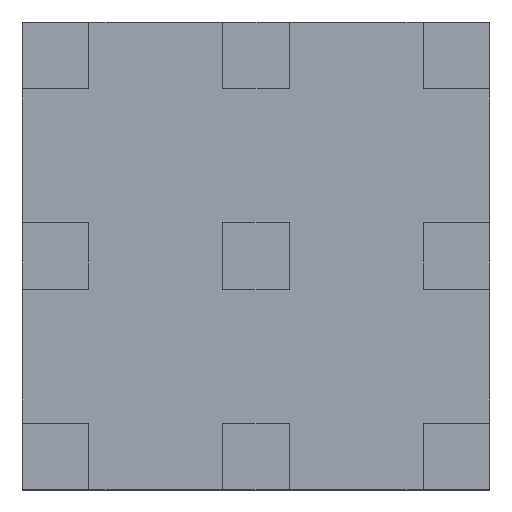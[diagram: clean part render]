
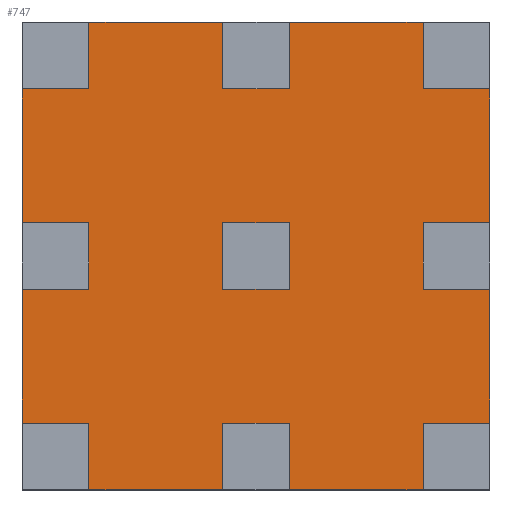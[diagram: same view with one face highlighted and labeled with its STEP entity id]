
A CAD part, top view. The second image highlights one B-rep face of the part: STEP entity #747.
In plain terms, the highlighted planar face has unit normal (0, 0, 1).
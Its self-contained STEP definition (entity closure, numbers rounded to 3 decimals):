
#15=FACE_BOUND('',#57,.T.);
#17=FACE_OUTER_BOUND('',#56,.T.);
#56=EDGE_LOOP('',(#503,#504,#505,#506,#507,#508,#509,#510,#511,#512,#513,
#514,#515,#516,#517,#518,#519,#520,#521,#522,#523,#524,#525,#526,#527,#528,
#529,#530));
#57=EDGE_LOOP('',(#531,#532,#533,#534));
#98=LINE('',#1036,#206);
#102=LINE('',#1044,#210);
#107=LINE('',#1055,#215);
#108=LINE('',#1057,#216);
#109=LINE('',#1059,#217);
#110=LINE('',#1061,#218);
#111=LINE('',#1063,#219);
#112=LINE('',#1065,#220);
#113=LINE('',#1067,#221);
#114=LINE('',#1069,#222);
#115=LINE('',#1071,#223);
#116=LINE('',#1073,#224);
#117=LINE('',#1075,#225);
#118=LINE('',#1077,#226);
#119=LINE('',#1079,#227);
#120=LINE('',#1081,#228);
#121=LINE('',#1083,#229);
#122=LINE('',#1085,#230);
#123=LINE('',#1087,#231);
#124=LINE('',#1089,#232);
#125=LINE('',#1091,#233);
#126=LINE('',#1093,#234);
#127=LINE('',#1094,#235);
#128=LINE('',#1096,#236);
#129=LINE('',#1098,#237);
#130=LINE('',#1099,#238);
#131=LINE('',#1101,#239);
#132=LINE('',#1102,#240);
#133=LINE('',#1105,#241);
#134=LINE('',#1107,#242);
#135=LINE('',#1109,#243);
#136=LINE('',#1110,#244);
#206=VECTOR('',#845,10.);
#210=VECTOR('',#849,10.);
#215=VECTOR('',#856,10.);
#216=VECTOR('',#857,10.);
#217=VECTOR('',#858,10.);
#218=VECTOR('',#859,10.);
#219=VECTOR('',#860,10.);
#220=VECTOR('',#861,10.);
#221=VECTOR('',#862,10.);
#222=VECTOR('',#863,10.);
#223=VECTOR('',#864,10.);
#224=VECTOR('',#865,10.);
#225=VECTOR('',#866,10.);
#226=VECTOR('',#867,10.);
#227=VECTOR('',#868,10.);
#228=VECTOR('',#869,10.);
#229=VECTOR('',#870,10.);
#230=VECTOR('',#871,10.);
#231=VECTOR('',#872,10.);
#232=VECTOR('',#873,10.);
#233=VECTOR('',#874,10.);
#234=VECTOR('',#875,10.);
#235=VECTOR('',#876,10.);
#236=VECTOR('',#877,10.);
#237=VECTOR('',#878,10.);
#238=VECTOR('',#879,10.);
#239=VECTOR('',#880,10.);
#240=VECTOR('',#881,10.);
#241=VECTOR('',#882,10.);
#242=VECTOR('',#883,10.);
#243=VECTOR('',#884,10.);
#244=VECTOR('',#885,10.);
#314=VERTEX_POINT('',#1033);
#315=VERTEX_POINT('',#1035);
#318=VERTEX_POINT('',#1041);
#319=VERTEX_POINT('',#1043);
#323=VERTEX_POINT('',#1053);
#324=VERTEX_POINT('',#1054);
#325=VERTEX_POINT('',#1056);
#326=VERTEX_POINT('',#1058);
#327=VERTEX_POINT('',#1060);
#328=VERTEX_POINT('',#1062);
#329=VERTEX_POINT('',#1064);
#330=VERTEX_POINT('',#1066);
#331=VERTEX_POINT('',#1068);
#332=VERTEX_POINT('',#1070);
#333=VERTEX_POINT('',#1072);
#334=VERTEX_POINT('',#1074);
#335=VERTEX_POINT('',#1076);
#336=VERTEX_POINT('',#1078);
#337=VERTEX_POINT('',#1080);
#338=VERTEX_POINT('',#1082);
#339=VERTEX_POINT('',#1084);
#340=VERTEX_POINT('',#1086);
#341=VERTEX_POINT('',#1088);
#342=VERTEX_POINT('',#1090);
#343=VERTEX_POINT('',#1092);
#344=VERTEX_POINT('',#1095);
#345=VERTEX_POINT('',#1097);
#346=VERTEX_POINT('',#1100);
#347=VERTEX_POINT('',#1103);
#348=VERTEX_POINT('',#1104);
#349=VERTEX_POINT('',#1106);
#350=VERTEX_POINT('',#1108);
#386=EDGE_CURVE('',#315,#314,#98,.T.);
#390=EDGE_CURVE('',#319,#318,#102,.T.);
#395=EDGE_CURVE('',#323,#324,#107,.T.);
#396=EDGE_CURVE('',#324,#325,#108,.T.);
#397=EDGE_CURVE('',#325,#326,#109,.T.);
#398=EDGE_CURVE('',#326,#327,#110,.T.);
#399=EDGE_CURVE('',#327,#328,#111,.T.);
#400=EDGE_CURVE('',#328,#329,#112,.T.);
#401=EDGE_CURVE('',#329,#330,#113,.T.);
#402=EDGE_CURVE('',#330,#331,#114,.T.);
#403=EDGE_CURVE('',#331,#332,#115,.T.);
#404=EDGE_CURVE('',#332,#333,#116,.T.);
#405=EDGE_CURVE('',#333,#334,#117,.T.);
#406=EDGE_CURVE('',#334,#335,#118,.T.);
#407=EDGE_CURVE('',#335,#336,#119,.T.);
#408=EDGE_CURVE('',#336,#337,#120,.T.);
#409=EDGE_CURVE('',#337,#338,#121,.T.);
#410=EDGE_CURVE('',#338,#339,#122,.T.);
#411=EDGE_CURVE('',#339,#340,#123,.T.);
#412=EDGE_CURVE('',#340,#341,#124,.T.);
#413=EDGE_CURVE('',#341,#342,#125,.T.);
#414=EDGE_CURVE('',#342,#343,#126,.T.);
#415=EDGE_CURVE('',#343,#319,#127,.T.);
#416=EDGE_CURVE('',#318,#344,#128,.T.);
#417=EDGE_CURVE('',#344,#345,#129,.T.);
#418=EDGE_CURVE('',#345,#315,#130,.T.);
#419=EDGE_CURVE('',#314,#346,#131,.T.);
#420=EDGE_CURVE('',#346,#323,#132,.T.);
#421=EDGE_CURVE('',#347,#348,#133,.T.);
#422=EDGE_CURVE('',#348,#349,#134,.T.);
#423=EDGE_CURVE('',#349,#350,#135,.T.);
#424=EDGE_CURVE('',#350,#347,#136,.T.);
#503=ORIENTED_EDGE('',*,*,#395,.T.);
#504=ORIENTED_EDGE('',*,*,#396,.T.);
#505=ORIENTED_EDGE('',*,*,#397,.T.);
#506=ORIENTED_EDGE('',*,*,#398,.T.);
#507=ORIENTED_EDGE('',*,*,#399,.T.);
#508=ORIENTED_EDGE('',*,*,#400,.T.);
#509=ORIENTED_EDGE('',*,*,#401,.T.);
#510=ORIENTED_EDGE('',*,*,#402,.T.);
#511=ORIENTED_EDGE('',*,*,#403,.T.);
#512=ORIENTED_EDGE('',*,*,#404,.T.);
#513=ORIENTED_EDGE('',*,*,#405,.T.);
#514=ORIENTED_EDGE('',*,*,#406,.T.);
#515=ORIENTED_EDGE('',*,*,#407,.T.);
#516=ORIENTED_EDGE('',*,*,#408,.T.);
#517=ORIENTED_EDGE('',*,*,#409,.T.);
#518=ORIENTED_EDGE('',*,*,#410,.T.);
#519=ORIENTED_EDGE('',*,*,#411,.T.);
#520=ORIENTED_EDGE('',*,*,#412,.T.);
#521=ORIENTED_EDGE('',*,*,#413,.T.);
#522=ORIENTED_EDGE('',*,*,#414,.T.);
#523=ORIENTED_EDGE('',*,*,#415,.T.);
#524=ORIENTED_EDGE('',*,*,#390,.T.);
#525=ORIENTED_EDGE('',*,*,#416,.T.);
#526=ORIENTED_EDGE('',*,*,#417,.T.);
#527=ORIENTED_EDGE('',*,*,#418,.T.);
#528=ORIENTED_EDGE('',*,*,#386,.T.);
#529=ORIENTED_EDGE('',*,*,#419,.T.);
#530=ORIENTED_EDGE('',*,*,#420,.T.);
#531=ORIENTED_EDGE('',*,*,#421,.T.);
#532=ORIENTED_EDGE('',*,*,#422,.T.);
#533=ORIENTED_EDGE('',*,*,#423,.T.);
#534=ORIENTED_EDGE('',*,*,#424,.T.);
#708=PLANE('',#800);
#747=ADVANCED_FACE('',(#17,#15),#708,.T.);
#800=AXIS2_PLACEMENT_3D('',#1052,#854,#855);
#845=DIRECTION('',(1.,0.,0.));
#849=DIRECTION('',(1.,0.,0.));
#854=DIRECTION('center_axis',(0.,0.,1.));
#855=DIRECTION('ref_axis',(1.,0.,0.));
#856=DIRECTION('',(0.,1.,0.));
#857=DIRECTION('',(-1.,0.,0.));
#858=DIRECTION('',(0.,1.,0.));
#859=DIRECTION('',(1.,0.,0.));
#860=DIRECTION('',(0.,1.,0.));
#861=DIRECTION('',(-1.,0.,0.));
#862=DIRECTION('',(0.,1.,0.));
#863=DIRECTION('',(-1.,0.,0.));
#864=DIRECTION('',(0.,-1.,0.));
#865=DIRECTION('',(-1.,0.,0.));
#866=DIRECTION('',(0.,1.,0.));
#867=DIRECTION('',(-1.,0.,0.));
#868=DIRECTION('',(0.,-1.,0.));
#869=DIRECTION('',(-1.,0.,0.));
#870=DIRECTION('',(0.,-1.,0.));
#871=DIRECTION('',(1.,0.,0.));
#872=DIRECTION('',(0.,-1.,0.));
#873=DIRECTION('',(-1.,0.,0.));
#874=DIRECTION('',(0.,-1.,0.));
#875=DIRECTION('',(1.,0.,0.));
#876=DIRECTION('',(0.,-1.,0.));
#877=DIRECTION('',(0.,1.,0.));
#878=DIRECTION('',(1.,0.,0.));
#879=DIRECTION('',(0.,-1.,0.));
#880=DIRECTION('',(0.,1.,0.));
#881=DIRECTION('',(1.,0.,0.));
#882=DIRECTION('',(-1.,0.,0.));
#883=DIRECTION('',(0.,1.,0.));
#884=DIRECTION('',(1.,0.,0.));
#885=DIRECTION('',(0.,-1.,0.));
#1033=CARTESIAN_POINT('',(-17.5,12.5,2.));
#1035=CARTESIAN_POINT('',(-27.5,12.5,2.));
#1036=CARTESIAN_POINT('',(-37.5,12.5,2.));
#1041=CARTESIAN_POINT('',(-32.5,12.5,2.));
#1043=CARTESIAN_POINT('',(-42.5,12.5,2.));
#1044=CARTESIAN_POINT('',(-37.5,12.5,2.));
#1052=CARTESIAN_POINT('Origin',(-25.,25.,2.));
#1053=CARTESIAN_POINT('',(-12.5,17.5,2.));
#1054=CARTESIAN_POINT('',(-12.5,27.5,2.));
#1055=CARTESIAN_POINT('',(-12.5,12.5,2.));
#1056=CARTESIAN_POINT('',(-17.5,27.5,2.));
#1057=CARTESIAN_POINT('',(-12.5,27.5,2.));
#1058=CARTESIAN_POINT('',(-17.5,32.5,2.));
#1059=CARTESIAN_POINT('',(-17.5,27.5,2.));
#1060=CARTESIAN_POINT('',(-12.5,32.5,2.));
#1061=CARTESIAN_POINT('',(-17.5,32.5,2.));
#1062=CARTESIAN_POINT('',(-12.5,42.5,2.));
#1063=CARTESIAN_POINT('',(-12.5,12.5,2.));
#1064=CARTESIAN_POINT('',(-17.5,42.5,2.));
#1065=CARTESIAN_POINT('',(-12.5,42.5,2.));
#1066=CARTESIAN_POINT('',(-17.5,47.5,2.));
#1067=CARTESIAN_POINT('',(-17.5,42.5,2.));
#1068=CARTESIAN_POINT('',(-27.5,47.5,2.));
#1069=CARTESIAN_POINT('',(-12.5,47.5,2.));
#1070=CARTESIAN_POINT('',(-27.5,42.5,2.));
#1071=CARTESIAN_POINT('',(-27.5,47.5,2.));
#1072=CARTESIAN_POINT('',(-32.5,42.5,2.));
#1073=CARTESIAN_POINT('',(-27.5,42.5,2.));
#1074=CARTESIAN_POINT('',(-32.5,47.5,2.));
#1075=CARTESIAN_POINT('',(-32.5,42.5,2.));
#1076=CARTESIAN_POINT('',(-42.5,47.5,2.));
#1077=CARTESIAN_POINT('',(-12.5,47.5,2.));
#1078=CARTESIAN_POINT('',(-42.5,42.5,2.));
#1079=CARTESIAN_POINT('',(-42.5,47.5,2.));
#1080=CARTESIAN_POINT('',(-47.5,42.5,2.));
#1081=CARTESIAN_POINT('',(-42.5,42.5,2.));
#1082=CARTESIAN_POINT('',(-47.5,32.5,2.));
#1083=CARTESIAN_POINT('',(-47.5,37.5,2.));
#1084=CARTESIAN_POINT('',(-42.5,32.5,2.));
#1085=CARTESIAN_POINT('',(-47.5,32.5,2.));
#1086=CARTESIAN_POINT('',(-42.5,27.5,2.));
#1087=CARTESIAN_POINT('',(-42.5,32.5,2.));
#1088=CARTESIAN_POINT('',(-47.5,27.5,2.));
#1089=CARTESIAN_POINT('',(-42.5,27.5,2.));
#1090=CARTESIAN_POINT('',(-47.5,17.5,2.));
#1091=CARTESIAN_POINT('',(-47.5,37.5,2.));
#1092=CARTESIAN_POINT('',(-42.5,17.5,2.));
#1093=CARTESIAN_POINT('',(-47.5,17.5,2.));
#1094=CARTESIAN_POINT('',(-42.5,17.5,2.));
#1095=CARTESIAN_POINT('',(-32.5,17.5,2.));
#1096=CARTESIAN_POINT('',(-32.5,12.5,2.));
#1097=CARTESIAN_POINT('',(-27.5,17.5,2.));
#1098=CARTESIAN_POINT('',(-32.5,17.5,2.));
#1099=CARTESIAN_POINT('',(-27.5,17.5,2.));
#1100=CARTESIAN_POINT('',(-17.5,17.5,2.));
#1101=CARTESIAN_POINT('',(-17.5,12.5,2.));
#1102=CARTESIAN_POINT('',(-17.5,17.5,2.));
#1103=CARTESIAN_POINT('',(-27.5,27.5,2.));
#1104=CARTESIAN_POINT('',(-32.5,27.5,2.));
#1105=CARTESIAN_POINT('',(-27.5,27.5,2.));
#1106=CARTESIAN_POINT('',(-32.5,32.5,2.));
#1107=CARTESIAN_POINT('',(-32.5,27.5,2.));
#1108=CARTESIAN_POINT('',(-27.5,32.5,2.));
#1109=CARTESIAN_POINT('',(-32.5,32.5,2.));
#1110=CARTESIAN_POINT('',(-27.5,32.5,2.));
